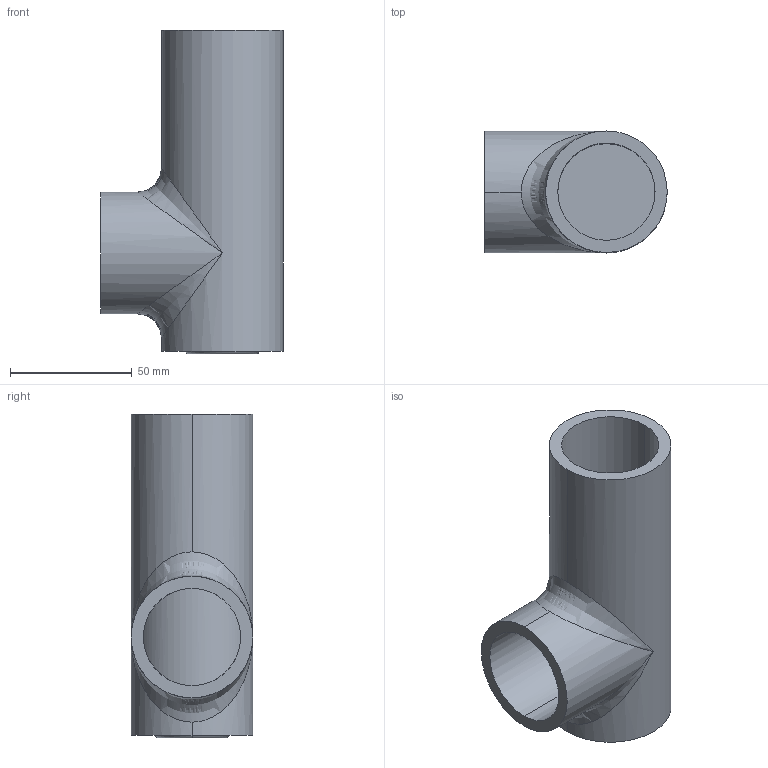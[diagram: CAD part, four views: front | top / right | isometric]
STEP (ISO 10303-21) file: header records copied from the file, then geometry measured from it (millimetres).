
FILE_DESCRIPTION (( 'STEP AP203' ), '1' );
FILE_NAME ('Link 3_Default_sldprt.STEP', '2024-05-31T11:34:55', ( '' ), ( '' ), 'SwSTEP 2.0', 'SolidWorks 2021', '' );
FILE_SCHEMA (( 'CONFIG_CONTROL_DESIGN' ));
Length unit declared in the file: millimetre
Products named in the file (1): Link 3_Default_sldprt
Bounding box: 75 x 50 x 133 mm (x, y, z)
Volume: 120152 mm3; surface area: 49530.8 mm2
Topology: 1 solids, 1 shells, 18 faces, 41 edges, 24 vertices
Faces by surface type: cylinder 9, plane 5, torus 2, bspline 2
Entity records: 950 total; most frequent: CARTESIAN_POINT 506, DIRECTION 79, ORIENTED_EDGE 74, EDGE_CURVE 37, AXIS2_PLACEMENT_3D 35, VERTEX_POINT 24, EDGE_LOOP 21, FACE_OUTER_BOUND 18
